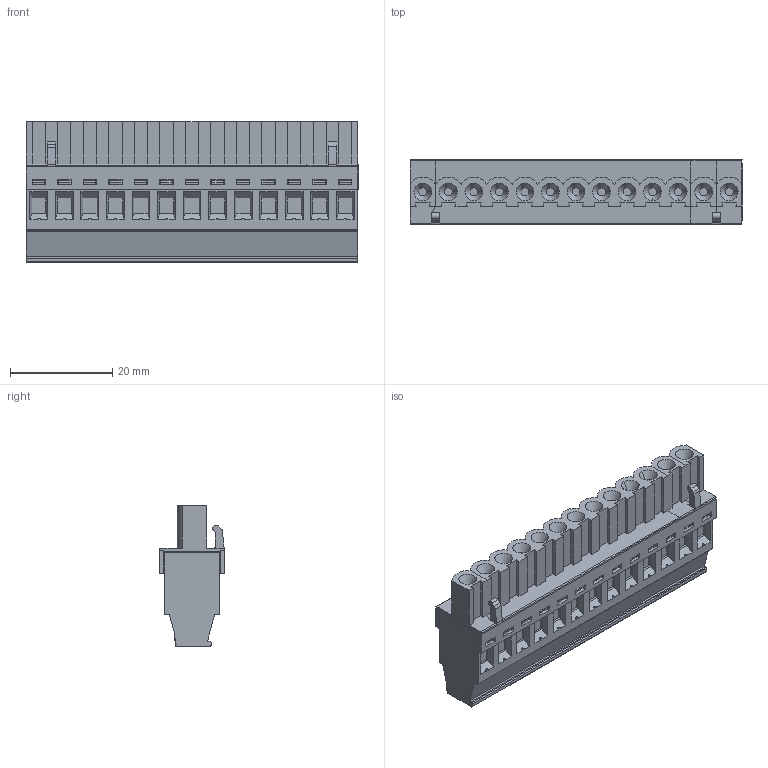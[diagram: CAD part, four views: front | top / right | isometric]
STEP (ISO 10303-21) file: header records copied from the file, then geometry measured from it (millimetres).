
FILE_DESCRIPTION(('STEP AP214'),'1');
FILE_NAME('SV13-5-F.stp','2020-03-24T11:21:15',(' '),(' '),'Spatial InterOp 3D',' ',' ');
FILE_SCHEMA(('AUTOMOTIVE_DESIGN { 1 0 10303 214 1 1 1 1 }'));
Length unit declared in the file: metre
Products named in the file (1): 1
Bounding box: 65 x 12.59 x 27.6 mm (x, y, z)
Volume: 14623 mm3; surface area: 7849.2 mm2
Topology: 1 solids, 1 shells, 789 faces, 1976 edges, 1306 vertices
Faces by surface type: plane 628, cylinder 132, cone 29
Full cylindrical faces by diameter (mm): 1.588 x11, 2.6 x12, 2.829 x12, 3.474 x1, 3.8 x12, 3.97 x12
Entity records: 28681 total; most frequent: CARTESIAN_POINT 4041, DIRECTION 3665, ORIENTED_EDGE 3648, EDGE_CURVE 1824, LINE 1481, VECTOR 1481, VERTEX_POINT 1237, AXIS2_PLACEMENT_3D 1092
